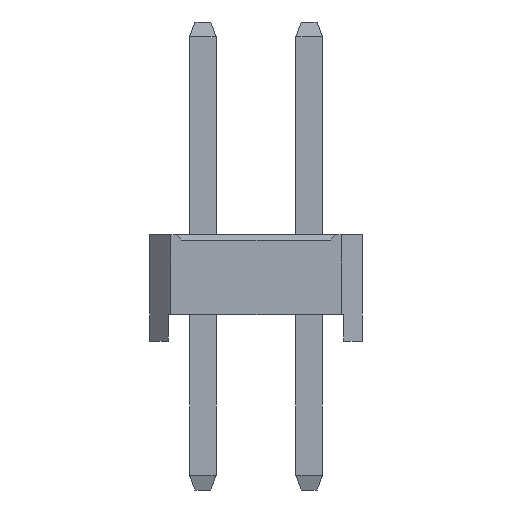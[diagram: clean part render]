
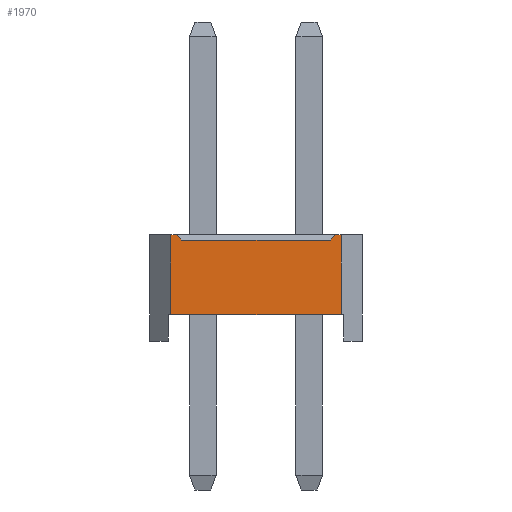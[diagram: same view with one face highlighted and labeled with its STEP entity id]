
A CAD part, left-side view. The second image highlights one B-rep face of the part: STEP entity #1970.
In plain terms, the highlighted planar face has unit normal (-1, 0, 0).
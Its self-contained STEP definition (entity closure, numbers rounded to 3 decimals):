
#1970=ADVANCED_FACE('',(#8036),#8038,.T.);
#8036=FACE_BOUND('',#8037,.T.);
#8037=EDGE_LOOP('',(#12791,#12792,#12793,#12794,#12795,#12796,#12797,#12798));
#8038=PLANE('',#8039);
#8039=AXIS2_PLACEMENT_3D('',#8040,#8041,#8042);
#8040=CARTESIAN_POINT('',(-1.,2.6,0.));
#8041=DIRECTION('',(-1.,0.,0.));
#8042=DIRECTION('',(0.,-1.,0.));
#12791=ORIENTED_EDGE('',*,*,#15730,.F.);
#12792=ORIENTED_EDGE('',*,*,#15731,.T.);
#12793=ORIENTED_EDGE('',*,*,#15732,.F.);
#12794=ORIENTED_EDGE('',*,*,#15091,.F.);
#12795=ORIENTED_EDGE('',*,*,#15733,.F.);
#12796=ORIENTED_EDGE('',*,*,#14852,.T.);
#12797=ORIENTED_EDGE('',*,*,#15729,.T.);
#12798=ORIENTED_EDGE('',*,*,#15095,.F.);
#14852=EDGE_CURVE('',#16537,#16535,#16538,.T.);
#15091=EDGE_CURVE('',#17013,#17015,#17016,.T.);
#15095=EDGE_CURVE('',#17021,#17023,#17024,.T.);
#15729=EDGE_CURVE('',#16535,#17023,#18078,.T.);
#15730=EDGE_CURVE('',#18079,#17021,#18080,.F.);
#15731=EDGE_CURVE('',#18079,#18081,#18082,.T.);
#15732=EDGE_CURVE('',#17015,#18081,#18083,.F.);
#15733=EDGE_CURVE('',#16537,#17013,#18084,.T.);
#16535=VERTEX_POINT('',#19266);
#16537=VERTEX_POINT('',#19270);
#16538=LINE('',#19271,#19272);
#17013=VERTEX_POINT('',#20222);
#17015=VERTEX_POINT('',#20226);
#17016=LINE('',#20227,#20228);
#17021=VERTEX_POINT('',#20238);
#17023=VERTEX_POINT('',#20242);
#17024=LINE('',#20243,#20244);
#18078=LINE('',#22565,#22566);
#18079=VERTEX_POINT('',#22568);
#18080=LINE('',#22569,#22570);
#18081=VERTEX_POINT('',#22572);
#18082=LINE('',#22573,#22574);
#18083=LINE('',#22576,#22577);
#18084=LINE('',#22579,#22580);
#19266=CARTESIAN_POINT('',(-1.,-0.6,0.5));
#19270=CARTESIAN_POINT('',(-1.,2.6,0.5));
#19271=CARTESIAN_POINT('',(-1.,2.6,0.5));
#19272=VECTOR('',#19273,1.);
#19273=DIRECTION('',(0.,-1.,0.));
#20222=CARTESIAN_POINT('',(-1.,2.6,2.));
#20226=CARTESIAN_POINT('',(-1.,2.5,2.));
#20227=CARTESIAN_POINT('',(-1.,2.6,2.));
#20228=VECTOR('',#20229,1.);
#20229=DIRECTION('',(0.,-1.,0.));
#20238=CARTESIAN_POINT('',(-1.,-0.5,2.));
#20242=CARTESIAN_POINT('',(-1.,-0.6,2.));
#20243=CARTESIAN_POINT('',(-1.,-0.5,2.));
#20244=VECTOR('',#20245,1.);
#20245=DIRECTION('',(0.,-1.,0.));
#22565=CARTESIAN_POINT('',(-1.,-0.6,0.5));
#22566=VECTOR('',#22567,1.);
#22567=DIRECTION('',(0.,0.,1.));
#22568=CARTESIAN_POINT('',(-1.,-0.4,1.9));
#22569=CARTESIAN_POINT('',(-1.,-0.5,2.));
#22570=VECTOR('',#22571,1.);
#22571=DIRECTION('',(0.,0.707,-0.707));
#22572=CARTESIAN_POINT('',(-1.,2.4,1.9));
#22573=CARTESIAN_POINT('',(-1.,-0.4,1.9));
#22574=VECTOR('',#22575,1.);
#22575=DIRECTION('',(0.,1.,0.));
#22576=CARTESIAN_POINT('',(-1.,2.4,1.9));
#22577=VECTOR('',#22578,1.);
#22578=DIRECTION('',(0.,0.707,0.707));
#22579=CARTESIAN_POINT('',(-1.,2.6,0.5));
#22580=VECTOR('',#22581,1.);
#22581=DIRECTION('',(0.,0.,1.));
